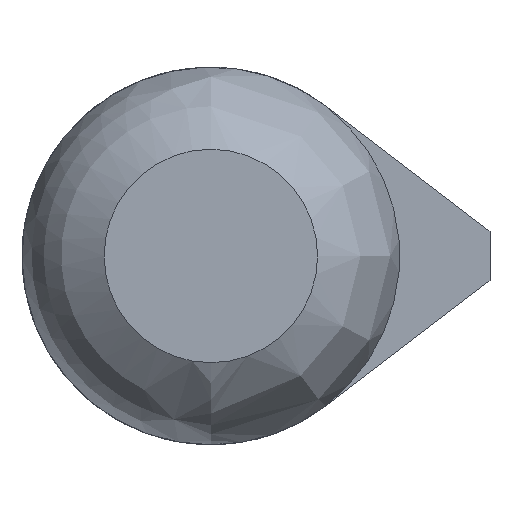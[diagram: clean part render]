
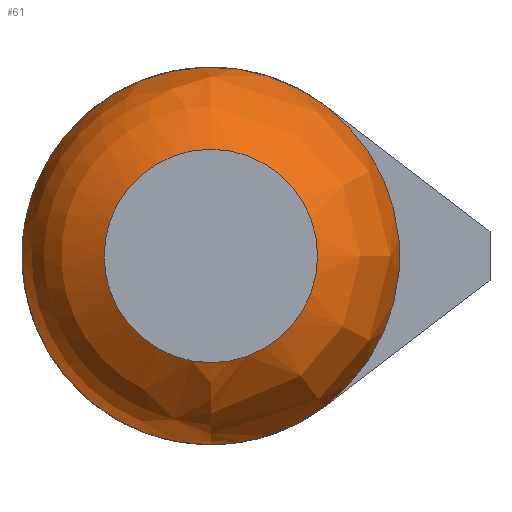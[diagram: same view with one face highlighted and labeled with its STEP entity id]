
A CAD part, front view. The second image highlights one B-rep face of the part: STEP entity #61.
In plain terms, the highlighted free-form (B-spline) face has degree [3, 3] with [4, 7] control points.
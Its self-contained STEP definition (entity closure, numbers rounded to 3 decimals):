
#61 = ADVANCED_FACE( '', ( #131, #132 ), #133, .T. );
#131 = FACE_OUTER_BOUND( '', #211, .T. );
#132 = FACE_OUTER_BOUND( '', #212, .T. );
#133 = ( BOUNDED_SURFACE(  )B_SPLINE_SURFACE( 3, 3, ( ( #215, #216, #217, #218, #219, #220, #221 ), ( #222, #223, #224, #225, #226, #227, #228 ), ( #229, #230, #231, #232, #233, #234, #235 ), ( #236, #237, #238, #239, #240, #241, #242 ) ), .UNSPECIFIED., .F., .T., .F. )B_SPLINE_SURFACE_WITH_KNOTS( ( 4, 4 ), ( 4, 3, 4 ), ( 0., 6.283 ), ( -0.01, 0.588, 1.186 ), .UNSPECIFIED. )GEOMETRIC_REPRESENTATION_ITEM(  )RATIONAL_B_SPLINE_SURFACE( ( ( 1., 0.333, 0.333, 1., 0.333, 0.333, 1. ), ( 0.884, 0.295, 0.295, 0.884, 0.295, 0.295, 0.884 ), ( 0.884, 0.295, 0.295, 0.884, 0.295, 0.295, 0.884 ), ( 1., 0.333, 0.333, 1., 0.333, 0.333, 1. ) ) )REPRESENTATION_ITEM( '' )SURFACE(  ) );
#211 = EDGE_LOOP( '', ( #387, #388 ) );
#212 = EDGE_LOOP( '', ( #389 ) );
#215 = CARTESIAN_POINT( '', ( 0., -98.5, -6.5 ) );
#216 = CARTESIAN_POINT( '', ( 13., -98.5, -6.5 ) );
#217 = CARTESIAN_POINT( '', ( 13., -98.5, 6.5 ) );
#218 = CARTESIAN_POINT( '', ( 0., -98.5, 6.5 ) );
#219 = CARTESIAN_POINT( '', ( -13., -98.5, 6.5 ) );
#220 = CARTESIAN_POINT( '', ( -13., -98.5, -6.5 ) );
#221 = CARTESIAN_POINT( '', ( 0., -98.5, -6.5 ) );
#222 = CARTESIAN_POINT( '', ( 0., -97.226, -9.65 ) );
#223 = CARTESIAN_POINT( '', ( 19.301, -97.226, -9.65 ) );
#224 = CARTESIAN_POINT( '', ( 19.301, -97.226, 9.65 ) );
#225 = CARTESIAN_POINT( '', ( 0., -97.226, 9.65 ) );
#226 = CARTESIAN_POINT( '', ( -19.301, -97.226, 9.65 ) );
#227 = CARTESIAN_POINT( '', ( -19.301, -97.226, -9.65 ) );
#228 = CARTESIAN_POINT( '', ( 0., -97.226, -9.65 ) );
#229 = CARTESIAN_POINT( '', ( 0., -94.398, -11.536 ) );
#230 = CARTESIAN_POINT( '', ( 23.071, -94.398, -11.536 ) );
#231 = CARTESIAN_POINT( '', ( 23.071, -94.398, 11.536 ) );
#232 = CARTESIAN_POINT( '', ( 0., -94.398, 11.536 ) );
#233 = CARTESIAN_POINT( '', ( -23.071, -94.398, 11.536 ) );
#234 = CARTESIAN_POINT( '', ( -23.071, -94.398, -11.536 ) );
#235 = CARTESIAN_POINT( '', ( 0., -94.398, -11.536 ) );
#236 = CARTESIAN_POINT( '', ( 0., -91., -11.5 ) );
#237 = CARTESIAN_POINT( '', ( 23., -91., -11.5 ) );
#238 = CARTESIAN_POINT( '', ( 23., -91., 11.5 ) );
#239 = CARTESIAN_POINT( '', ( 0., -91., 11.5 ) );
#240 = CARTESIAN_POINT( '', ( -23., -91., 11.5 ) );
#241 = CARTESIAN_POINT( '', ( -23., -91., -11.5 ) );
#242 = CARTESIAN_POINT( '', ( 0., -91., -11.5 ) );
#387 = ORIENTED_EDGE( '', *, *, #497, .F. );
#388 = ORIENTED_EDGE( '', *, *, #503, .F. );
#389 = ORIENTED_EDGE( '', *, *, #504, .F. );
#497 = EDGE_CURVE( '', #567, #570, #571, .T. );
#503 = EDGE_CURVE( '', #570, #567, #579, .T. );
#504 = EDGE_CURVE( '', #580, #580, #581, .T. );
#567 = VERTEX_POINT( '', #658 );
#570 = VERTEX_POINT( '', #662 );
#571 = CIRCLE( '', #663, 11.5 );
#579 = CIRCLE( '', #673, 11.5 );
#580 = VERTEX_POINT( '', #674 );
#581 = CIRCLE( '', #675, 6.5 );
#658 = CARTESIAN_POINT( '', ( 6.972, -91., 9.145 ) );
#662 = CARTESIAN_POINT( '', ( 6.972, -91., -9.145 ) );
#663 = AXIS2_PLACEMENT_3D( '', #733, #734, #735 );
#673 = AXIS2_PLACEMENT_3D( '', #741, #742, #743 );
#674 = CARTESIAN_POINT( '', ( 0., -98.5, -6.5 ) );
#675 = AXIS2_PLACEMENT_3D( '', #744, #745, #746 );
#733 = CARTESIAN_POINT( '', ( 0., -91., 0. ) );
#734 = DIRECTION( '', ( 0., 1., 0. ) );
#735 = DIRECTION( '', ( 0., 0., 1. ) );
#741 = CARTESIAN_POINT( '', ( 0., -91., 0. ) );
#742 = DIRECTION( '', ( 0., 1., 0. ) );
#743 = DIRECTION( '', ( 1., 0., 0. ) );
#744 = CARTESIAN_POINT( '', ( 0., -98.5, 0. ) );
#745 = DIRECTION( '', ( 0., -1., 0. ) );
#746 = DIRECTION( '', ( 0., 0., -1. ) );
